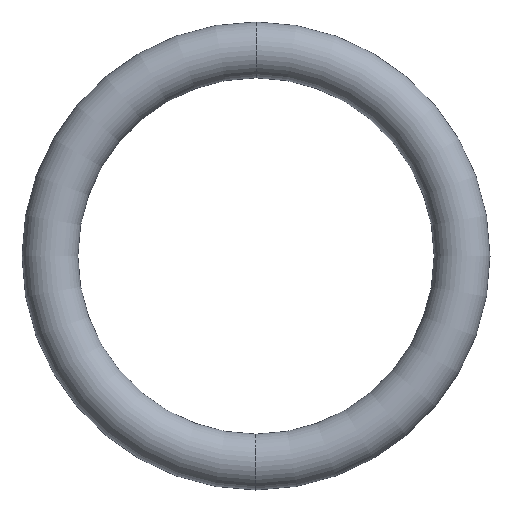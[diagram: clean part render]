
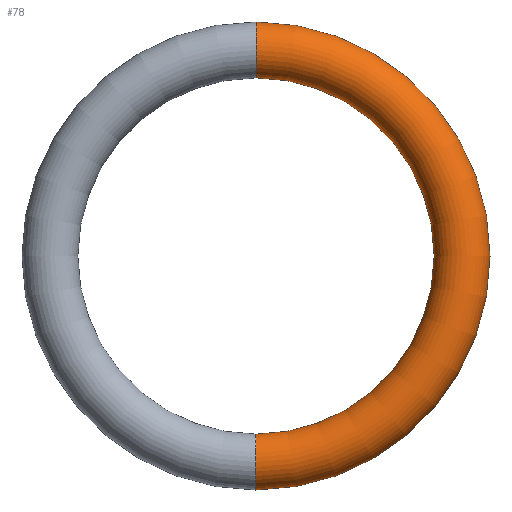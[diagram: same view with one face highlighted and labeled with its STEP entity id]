
A CAD part, left-side view. The second image highlights one B-rep face of the part: STEP entity #78.
In plain terms, the highlighted toroidal (fillet/blend) face has major radius 7.493 mm and minor radius 1.016 mm.
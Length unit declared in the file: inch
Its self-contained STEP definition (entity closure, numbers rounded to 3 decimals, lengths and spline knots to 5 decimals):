
#3 = EDGE_CURVE ( 'NONE', #4, #81, #5, .T. ) ;
#4 = VERTEX_POINT ( 'NONE', #54 ) ;
#5 = CIRCLE ( 'NONE', #58, 0.04 ) ;
#7 = DIRECTION ( 'NONE',  ( 0., 0., 1. ) ) ;
#8 = DIRECTION ( 'NONE',  ( -1., 0., 0. ) ) ;
#9 = CARTESIAN_POINT ( 'NONE',  ( 0.1, 0., 0. ) ) ;
#10 = AXIS2_PLACEMENT_3D ( 'NONE', #9, #8, #7 ) ;
#11 = CARTESIAN_POINT ( 'NONE',  ( 0.1, 0., 0. ) ) ;
#12 = EDGE_LOOP ( 'NONE', ( #79, #43, #42, #20 ) ) ;
#18 = VERTEX_POINT ( 'NONE', #86 ) ;
#19 = EDGE_CURVE ( 'NONE', #18, #21, #93, .T. ) ;
#20 = ORIENTED_EDGE ( 'NONE', *, *, #40, .F. ) ;
#21 = VERTEX_POINT ( 'NONE', #88 ) ;
#33 = CIRCLE ( 'NONE', #10, 0.255 ) ;
#40 = EDGE_CURVE ( 'NONE', #81, #21, #33, .T. ) ;
#41 = EDGE_CURVE ( 'NONE', #4, #18, #51, .T. ) ;
#42 = ORIENTED_EDGE ( 'NONE', *, *, #19, .T. ) ;
#43 = ORIENTED_EDGE ( 'NONE', *, *, #41, .T. ) ;
#48 = DIRECTION ( 'NONE',  ( 0., 0., 1. ) ) ;
#49 = DIRECTION ( 'NONE',  ( -1., 0., 0. ) ) ;
#50 = AXIS2_PLACEMENT_3D ( 'NONE', #11, #49, #48 ) ;
#51 = CIRCLE ( 'NONE', #50, 0.335 ) ;
#54 = CARTESIAN_POINT ( 'NONE',  ( 0.1, 0., -0.335 ) ) ;
#55 = DIRECTION ( 'NONE',  ( 0., 0., 1. ) ) ;
#56 = DIRECTION ( 'NONE',  ( 0., 1., 0. ) ) ;
#57 = CARTESIAN_POINT ( 'NONE',  ( 0.1, 0., -0.295 ) ) ;
#58 = AXIS2_PLACEMENT_3D ( 'NONE', #57, #56, #55 ) ;
#78 = ADVANCED_FACE ( 'NONE', ( #122 ), #124, .T. ) ;
#79 = ORIENTED_EDGE ( 'NONE', *, *, #3, .F. ) ;
#81 = VERTEX_POINT ( 'NONE', #119 ) ;
#86 = CARTESIAN_POINT ( 'NONE',  ( 0.1, 0., 0.335 ) ) ;
#88 = CARTESIAN_POINT ( 'NONE',  ( 0.1, 0., 0.255 ) ) ;
#89 = DIRECTION ( 'NONE',  ( 0., 0., -1. ) ) ;
#90 = DIRECTION ( 'NONE',  ( 0., -1., 0. ) ) ;
#91 = CARTESIAN_POINT ( 'NONE',  ( 0.1, 0., 0.295 ) ) ;
#92 = AXIS2_PLACEMENT_3D ( 'NONE', #91, #90, #89 ) ;
#93 = CIRCLE ( 'NONE', #92, 0.04 ) ;
#99 = DIRECTION ( 'NONE',  ( 0., 0., 1. ) ) ;
#100 = DIRECTION ( 'NONE',  ( -1., 0., 0. ) ) ;
#114 = CARTESIAN_POINT ( 'NONE',  ( 0.1, 0., 0. ) ) ;
#119 = CARTESIAN_POINT ( 'NONE',  ( 0.1, 0., -0.255 ) ) ;
#120 = AXIS2_PLACEMENT_3D ( 'NONE', #114, #100, #99 ) ;
#122 = FACE_OUTER_BOUND ( 'NONE', #12, .T. ) ;
#124 = TOROIDAL_SURFACE ( 'NONE', #120, 0.295, 0.04 ) ;
